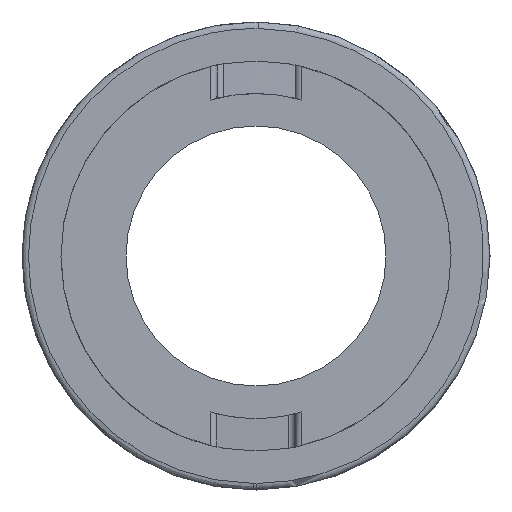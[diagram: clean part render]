
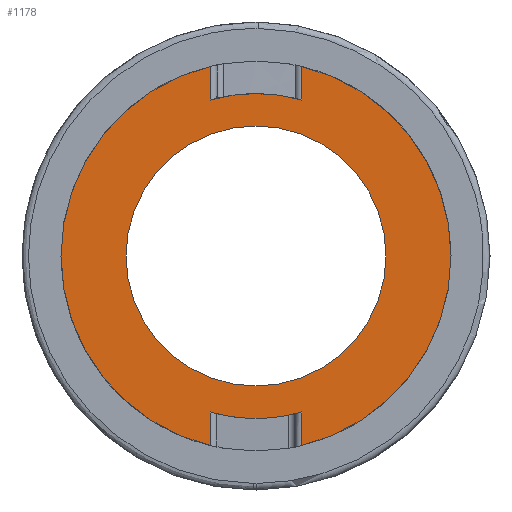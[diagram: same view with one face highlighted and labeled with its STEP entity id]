
A CAD part, front view. The second image highlights one B-rep face of the part: STEP entity #1178.
In plain terms, the highlighted planar face has unit normal (0, -1, 0).
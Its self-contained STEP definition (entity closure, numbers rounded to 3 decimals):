
#10 = EDGE_CURVE ( 'NONE', #5055, #441, #3495, .T. ) ;
#141 = EDGE_CURVE ( 'NONE', #3288, #2339, #3369, .T. ) ;
#210 = VERTEX_POINT ( 'NONE', #2915 ) ;
#389 = ORIENTED_EDGE ( 'NONE', *, *, #2655, .T. ) ;
#416 = CARTESIAN_POINT ( 'NONE',  ( 0., 0., 0. ) ) ;
#423 = CARTESIAN_POINT ( 'NONE',  ( 0., 0., -10. ) ) ;
#441 = VERTEX_POINT ( 'NONE', #4001 ) ;
#673 = LINE ( 'NONE', #1887, #3471 ) ;
#696 = ORIENTED_EDGE ( 'NONE', *, *, #4180, .T. ) ;
#704 = LINE ( 'NONE', #1531, #4992 ) ;
#783 = CARTESIAN_POINT ( 'NONE',  ( -3.5, 0., 14.586 ) ) ;
#862 = VERTEX_POINT ( 'NONE', #783 ) ;
#878 = CARTESIAN_POINT ( 'NONE',  ( -3.5, 0., -12. ) ) ;
#923 = EDGE_CURVE ( 'NONE', #4842, #862, #4073, .T. ) ;
#957 = AXIS2_PLACEMENT_3D ( 'NONE', #5175, #5128, #3481 ) ;
#993 = LINE ( 'NONE', #4222, #2863 ) ;
#1071 = CARTESIAN_POINT ( 'NONE',  ( 0., 0., 0. ) ) ;
#1178 = ADVANCED_FACE ( 'NONE', ( #2254, #4246 ), #3834, .T. ) ;
#1223 = AXIS2_PLACEMENT_3D ( 'NONE', #3550, #3946, #4764 ) ;
#1266 = ORIENTED_EDGE ( 'NONE', *, *, #10, .F. ) ;
#1385 = DIRECTION ( 'NONE',  ( 0., 0., 1. ) ) ;
#1415 = AXIS2_PLACEMENT_3D ( 'NONE', #2651, #4829, #4022 ) ;
#1421 = DIRECTION ( 'NONE',  ( 0., 0., 1. ) ) ;
#1470 = DIRECTION ( 'NONE',  ( 0., 0., -1. ) ) ;
#1493 = DIRECTION ( 'NONE',  ( 0., -1., 0. ) ) ;
#1531 = CARTESIAN_POINT ( 'NONE',  ( 3.5, 0., 0. ) ) ;
#1541 = AXIS2_PLACEMENT_3D ( 'NONE', #2690, #1493, #1470 ) ;
#1551 = DIRECTION ( 'NONE',  ( 0., 0., -1. ) ) ;
#1568 = CARTESIAN_POINT ( 'NONE',  ( 0., 0., 0. ) ) ;
#1719 = EDGE_CURVE ( 'NONE', #210, #4778, #4921, .T. ) ;
#1730 = DIRECTION ( 'NONE',  ( 0., 0., -1. ) ) ;
#1731 = ORIENTED_EDGE ( 'NONE', *, *, #2236, .T. ) ;
#1755 = ORIENTED_EDGE ( 'NONE', *, *, #141, .T. ) ;
#1819 = LINE ( 'NONE', #3117, #4066 ) ;
#1847 = VERTEX_POINT ( 'NONE', #423 ) ;
#1885 = CARTESIAN_POINT ( 'NONE',  ( -3.5, 0., 12. ) ) ;
#1887 = CARTESIAN_POINT ( 'NONE',  ( -3.5, 0., 0. ) ) ;
#1936 = VERTEX_POINT ( 'NONE', #878 ) ;
#1950 = CARTESIAN_POINT ( 'NONE',  ( 0., 0., 10. ) ) ;
#2052 = CIRCLE ( 'NONE', #1541, 12.5 ) ;
#2236 = EDGE_CURVE ( 'NONE', #4842, #1936, #993, .T. ) ;
#2254 = FACE_OUTER_BOUND ( 'NONE', #3632, .T. ) ;
#2278 = EDGE_CURVE ( 'NONE', #2658, #1847, #4801, .T. ) ;
#2307 = EDGE_CURVE ( 'NONE', #1936, #210, #2052, .T. ) ;
#2321 = DIRECTION ( 'NONE',  ( 0., 0., -1. ) ) ;
#2339 = VERTEX_POINT ( 'NONE', #1885 ) ;
#2364 = ORIENTED_EDGE ( 'NONE', *, *, #1719, .T. ) ;
#2372 = DIRECTION ( 'NONE',  ( 0., -1., 0. ) ) ;
#2651 = CARTESIAN_POINT ( 'NONE',  ( 0., 0., 0. ) ) ;
#2655 = EDGE_CURVE ( 'NONE', #1847, #2658, #4370, .T. ) ;
#2658 = VERTEX_POINT ( 'NONE', #1950 ) ;
#2662 = ORIENTED_EDGE ( 'NONE', *, *, #2278, .T. ) ;
#2690 = CARTESIAN_POINT ( 'NONE',  ( 0., 0., 0. ) ) ;
#2863 = VECTOR ( 'NONE', #1385, 1000. ) ;
#2914 = EDGE_LOOP ( 'NONE', ( #389, #2662 ) ) ;
#2915 = CARTESIAN_POINT ( 'NONE',  ( 0., 0., -12.5 ) ) ;
#3117 = CARTESIAN_POINT ( 'NONE',  ( 3.5, 0., 0. ) ) ;
#3260 = EDGE_CURVE ( 'NONE', #2339, #862, #673, .T. ) ;
#3288 = VERTEX_POINT ( 'NONE', #4389 ) ;
#3369 = CIRCLE ( 'NONE', #5252, 12.5 ) ;
#3448 = ORIENTED_EDGE ( 'NONE', *, *, #3260, .T. ) ;
#3471 = VECTOR ( 'NONE', #1421, 1000. ) ;
#3481 = DIRECTION ( 'NONE',  ( 0., 0., -1. ) ) ;
#3495 = CIRCLE ( 'NONE', #4270, 15. ) ;
#3498 = CARTESIAN_POINT ( 'NONE',  ( -3.5, 0., -14.586 ) ) ;
#3512 = DIRECTION ( 'NONE',  ( 0., 0., -1. ) ) ;
#3550 = CARTESIAN_POINT ( 'NONE',  ( 0., 0., 0. ) ) ;
#3579 = DIRECTION ( 'NONE',  ( 0., 1., 0. ) ) ;
#3632 = EDGE_LOOP ( 'NONE', ( #1731, #4336, #2364, #3785, #1266, #696, #1755, #3448, #3793 ) ) ;
#3642 = AXIS2_PLACEMENT_3D ( 'NONE', #1071, #3857, #5180 ) ;
#3785 = ORIENTED_EDGE ( 'NONE', *, *, #4861, .T. ) ;
#3793 = ORIENTED_EDGE ( 'NONE', *, *, #923, .F. ) ;
#3834 = PLANE ( 'NONE',  #3642 ) ;
#3857 = DIRECTION ( 'NONE',  ( 0., -1., 0. ) ) ;
#3946 = DIRECTION ( 'NONE',  ( 0., 1., 0. ) ) ;
#4001 = CARTESIAN_POINT ( 'NONE',  ( 3.5, 0., -14.586 ) ) ;
#4022 = DIRECTION ( 'NONE',  ( 0., 0., -1. ) ) ;
#4066 = VECTOR ( 'NONE', #3512, 1000. ) ;
#4073 = CIRCLE ( 'NONE', #5286, 15. ) ;
#4180 = EDGE_CURVE ( 'NONE', #5055, #3288, #1819, .T. ) ;
#4222 = CARTESIAN_POINT ( 'NONE',  ( -3.5, 0., 0. ) ) ;
#4246 = FACE_BOUND ( 'NONE', #2914, .T. ) ;
#4270 = AXIS2_PLACEMENT_3D ( 'NONE', #1568, #3579, #5215 ) ;
#4336 = ORIENTED_EDGE ( 'NONE', *, *, #2307, .T. ) ;
#4370 = CIRCLE ( 'NONE', #957, 10. ) ;
#4389 = CARTESIAN_POINT ( 'NONE',  ( 3.5, 0., 12. ) ) ;
#4549 = DIRECTION ( 'NONE',  ( 0., 1., 0. ) ) ;
#4764 = DIRECTION ( 'NONE',  ( 0., 0., -1. ) ) ;
#4778 = VERTEX_POINT ( 'NONE', #5171 ) ;
#4801 = CIRCLE ( 'NONE', #1223, 10. ) ;
#4829 = DIRECTION ( 'NONE',  ( 0., -1., 0. ) ) ;
#4842 = VERTEX_POINT ( 'NONE', #3498 ) ;
#4861 = EDGE_CURVE ( 'NONE', #4778, #441, #704, .T. ) ;
#4921 = CIRCLE ( 'NONE', #1415, 12.5 ) ;
#4992 = VECTOR ( 'NONE', #2321, 1000. ) ;
#5043 = CARTESIAN_POINT ( 'NONE',  ( 0., 0., 0. ) ) ;
#5055 = VERTEX_POINT ( 'NONE', #5067 ) ;
#5067 = CARTESIAN_POINT ( 'NONE',  ( 3.5, 0., 14.586 ) ) ;
#5128 = DIRECTION ( 'NONE',  ( 0., 1., 0. ) ) ;
#5171 = CARTESIAN_POINT ( 'NONE',  ( 3.5, 0., -12. ) ) ;
#5175 = CARTESIAN_POINT ( 'NONE',  ( 0., 0., 0. ) ) ;
#5180 = DIRECTION ( 'NONE',  ( 0., 0., -1. ) ) ;
#5215 = DIRECTION ( 'NONE',  ( 0., 0., -1. ) ) ;
#5252 = AXIS2_PLACEMENT_3D ( 'NONE', #416, #2372, #1551 ) ;
#5286 = AXIS2_PLACEMENT_3D ( 'NONE', #5043, #4549, #1730 ) ;
